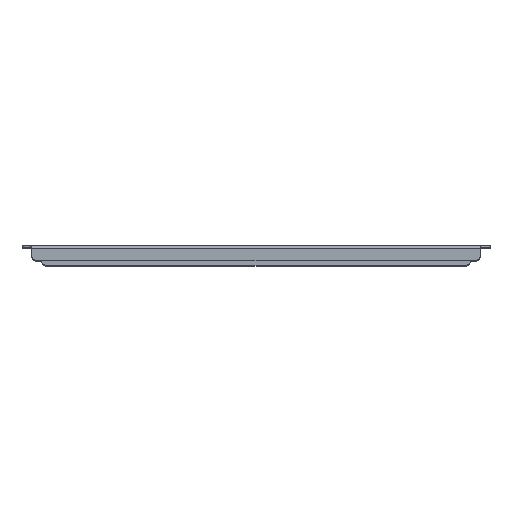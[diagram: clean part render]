
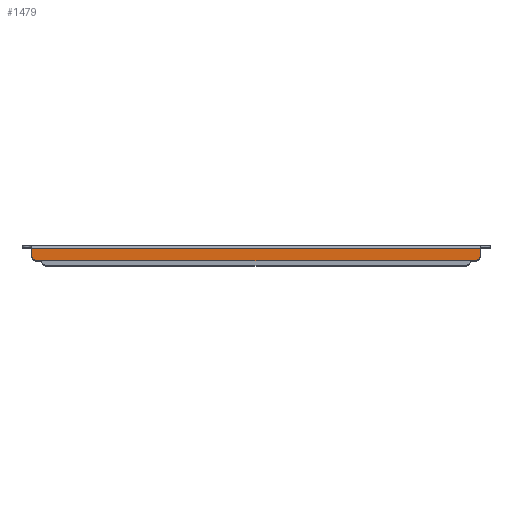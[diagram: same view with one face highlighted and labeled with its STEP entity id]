
A CAD part, top view. The second image highlights one B-rep face of the part: STEP entity #1479.
In plain terms, the highlighted planar face has unit normal (0, 0, 1).
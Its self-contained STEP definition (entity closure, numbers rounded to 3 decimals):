
#51 = CARTESIAN_POINT ( 'NONE',  ( 228.25, -3., 47.45 ) ) ;
#68 = LINE ( 'NONE', #1414, #2552 ) ;
#124 = VERTEX_POINT ( 'NONE', #3500 ) ;
#221 = CARTESIAN_POINT ( 'NONE',  ( 223.25, -10., 47.45 ) ) ;
#529 = VECTOR ( 'NONE', #1107, 1000. ) ;
#542 = FACE_OUTER_BOUND ( 'NONE', #2742, .T. ) ;
#544 = CARTESIAN_POINT ( 'NONE',  ( -228.25, -3., 47.45 ) ) ;
#580 = DIRECTION ( 'NONE',  ( 0., 0., 1. ) ) ;
#618 = EDGE_CURVE ( 'NONE', #124, #2713, #830, .T. ) ;
#620 = DIRECTION ( 'NONE',  ( 0., -1., 0. ) ) ;
#702 = EDGE_CURVE ( 'NONE', #1106, #3041, #885, .T. ) ;
#745 = CARTESIAN_POINT ( 'NONE',  ( -228.25, -10., 47.45 ) ) ;
#804 = DIRECTION ( 'NONE',  ( 0., 0., 1. ) ) ;
#830 = LINE ( 'NONE', #1156, #529 ) ;
#859 = ORIENTED_EDGE ( 'NONE', *, *, #2547, .F. ) ;
#861 = DIRECTION ( 'NONE',  ( 0., -1., 0. ) ) ;
#885 = LINE ( 'NONE', #1977, #1143 ) ;
#980 = LINE ( 'NONE', #1074, #3338 ) ;
#1062 = EDGE_CURVE ( 'NONE', #1765, #2713, #1494, .T. ) ;
#1074 = CARTESIAN_POINT ( 'NONE',  ( 0., -3., 47.45 ) ) ;
#1106 = VERTEX_POINT ( 'NONE', #51 ) ;
#1107 = DIRECTION ( 'NONE',  ( -1., 0., 0. ) ) ;
#1121 = CARTESIAN_POINT ( 'NONE',  ( 0., 0., 47.45 ) ) ;
#1134 = ORIENTED_EDGE ( 'NONE', *, *, #3067, .T. ) ;
#1143 = VECTOR ( 'NONE', #620, 1000. ) ;
#1145 = AXIS2_PLACEMENT_3D ( 'NONE', #2165, #580, #3065 ) ;
#1156 = CARTESIAN_POINT ( 'NONE',  ( -228.25, -15., 47.45 ) ) ;
#1291 = ORIENTED_EDGE ( 'NONE', *, *, #618, .F. ) ;
#1310 = DIRECTION ( 'NONE',  ( 0., 0., 1. ) ) ;
#1414 = CARTESIAN_POINT ( 'NONE',  ( -228.25, -1.5, 47.45 ) ) ;
#1462 = AXIS2_PLACEMENT_3D ( 'NONE', #1121, #804, #861 ) ;
#1479 = ADVANCED_FACE ( 'NONE', ( #542 ), #2015, .T. ) ;
#1494 = CIRCLE ( 'NONE', #1145, 5. ) ;
#1552 = CARTESIAN_POINT ( 'NONE',  ( 228.25, -10., 47.45 ) ) ;
#1756 = CIRCLE ( 'NONE', #2505, 5. ) ;
#1765 = VERTEX_POINT ( 'NONE', #745 ) ;
#1977 = CARTESIAN_POINT ( 'NONE',  ( 228.25, -15., 47.45 ) ) ;
#2015 = PLANE ( 'NONE',  #1462 ) ;
#2165 = CARTESIAN_POINT ( 'NONE',  ( -223.25, -10., 47.45 ) ) ;
#2182 = DIRECTION ( 'NONE',  ( 0., 1., 0. ) ) ;
#2184 = ORIENTED_EDGE ( 'NONE', *, *, #1062, .T. ) ;
#2230 = DIRECTION ( 'NONE',  ( -1., 0., 0. ) ) ;
#2294 = ORIENTED_EDGE ( 'NONE', *, *, #702, .F. ) ;
#2433 = EDGE_CURVE ( 'NONE', #124, #3041, #1756, .T. ) ;
#2494 = CARTESIAN_POINT ( 'NONE',  ( -223.25, -15., 47.45 ) ) ;
#2505 = AXIS2_PLACEMENT_3D ( 'NONE', #221, #1310, #2953 ) ;
#2547 = EDGE_CURVE ( 'NONE', #1765, #3391, #68, .T. ) ;
#2552 = VECTOR ( 'NONE', #2182, 1000. ) ;
#2664 = ORIENTED_EDGE ( 'NONE', *, *, #2433, .T. ) ;
#2713 = VERTEX_POINT ( 'NONE', #2494 ) ;
#2742 = EDGE_LOOP ( 'NONE', ( #859, #2184, #1291, #2664, #2294, #1134 ) ) ;
#2953 = DIRECTION ( 'NONE',  ( 0., -1., 0. ) ) ;
#3041 = VERTEX_POINT ( 'NONE', #1552 ) ;
#3065 = DIRECTION ( 'NONE',  ( 0., -1., 0. ) ) ;
#3067 = EDGE_CURVE ( 'NONE', #1106, #3391, #980, .T. ) ;
#3338 = VECTOR ( 'NONE', #2230, 1000. ) ;
#3391 = VERTEX_POINT ( 'NONE', #544 ) ;
#3500 = CARTESIAN_POINT ( 'NONE',  ( 223.25, -15., 47.45 ) ) ;
